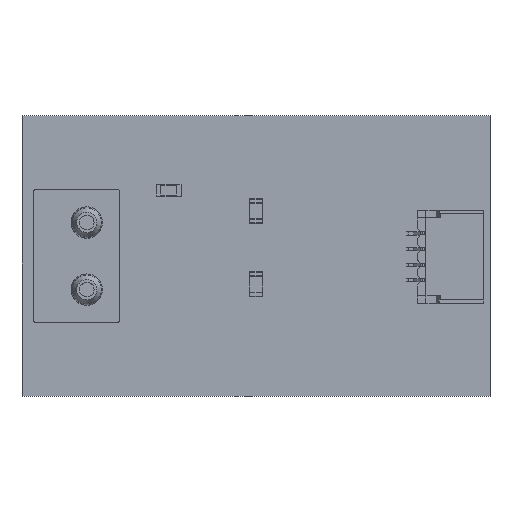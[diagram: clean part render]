
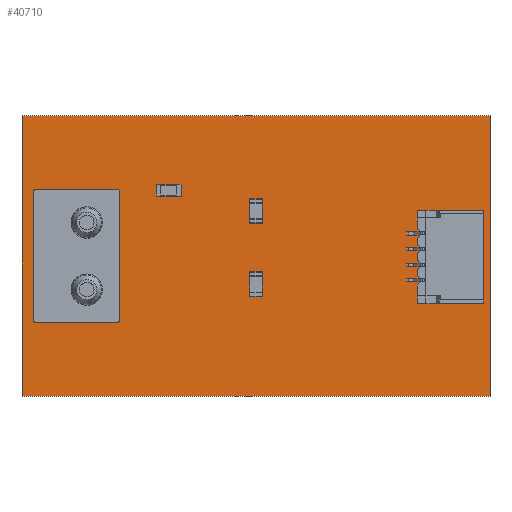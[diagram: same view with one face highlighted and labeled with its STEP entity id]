
A CAD part, top view. The second image highlights one B-rep face of the part: STEP entity #40710.
In plain terms, the highlighted planar face has unit normal (0, 0, 1).
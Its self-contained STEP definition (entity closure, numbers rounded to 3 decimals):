
#40318 = VERTEX_POINT('',#40319);
#40319 = CARTESIAN_POINT('',(130.,-100.,1.58));
#40326 = PLANE('',#40327);
#40327 = AXIS2_PLACEMENT_3D('',#40328,#40329,#40330);
#40328 = CARTESIAN_POINT('',(130.,-100.,0.));
#40329 = DIRECTION('',(0.,-1.,0.));
#40330 = DIRECTION('',(-1.,0.,0.));
#40338 = PLANE('',#40339);
#40339 = AXIS2_PLACEMENT_3D('',#40340,#40341,#40342);
#40340 = CARTESIAN_POINT('',(130.,-82.,0.));
#40341 = DIRECTION('',(1.,0.,-0.));
#40342 = DIRECTION('',(0.,-1.,0.));
#40350 = EDGE_CURVE('',#40318,#40351,#40353,.T.);
#40351 = VERTEX_POINT('',#40352);
#40352 = CARTESIAN_POINT('',(100.,-100.,1.58));
#40353 = SURFACE_CURVE('',#40354,(#40358,#40365),.PCURVE_S1.);
#40354 = LINE('',#40355,#40356);
#40355 = CARTESIAN_POINT('',(130.,-100.,1.58));
#40356 = VECTOR('',#40357,1.);
#40357 = DIRECTION('',(-1.,0.,0.));
#40358 = PCURVE('',#40326,#40359);
#40359 = DEFINITIONAL_REPRESENTATION('',(#40360),#40364);
#40360 = LINE('',#40361,#40362);
#40361 = CARTESIAN_POINT('',(0.,-1.58));
#40362 = VECTOR('',#40363,1.);
#40363 = DIRECTION('',(1.,0.));
#40364 = ( GEOMETRIC_REPRESENTATION_CONTEXT(2) 
PARAMETRIC_REPRESENTATION_CONTEXT() REPRESENTATION_CONTEXT('2D SPACE',''
  ) );
#40365 = PCURVE('',#40366,#40371);
#40366 = PLANE('',#40367);
#40367 = AXIS2_PLACEMENT_3D('',#40368,#40369,#40370);
#40368 = CARTESIAN_POINT('',(115.,-91.,1.58));
#40369 = DIRECTION('',(-0.,-0.,-1.));
#40370 = DIRECTION('',(-1.,0.,0.));
#40371 = DEFINITIONAL_REPRESENTATION('',(#40372),#40376);
#40372 = LINE('',#40373,#40374);
#40373 = CARTESIAN_POINT('',(-15.,-9.));
#40374 = VECTOR('',#40375,1.);
#40375 = DIRECTION('',(1.,0.));
#40376 = ( GEOMETRIC_REPRESENTATION_CONTEXT(2) 
PARAMETRIC_REPRESENTATION_CONTEXT() REPRESENTATION_CONTEXT('2D SPACE',''
  ) );
#40394 = PLANE('',#40395);
#40395 = AXIS2_PLACEMENT_3D('',#40396,#40397,#40398);
#40396 = CARTESIAN_POINT('',(100.,-100.,0.));
#40397 = DIRECTION('',(-1.,0.,0.));
#40398 = DIRECTION('',(0.,1.,0.));
#40438 = VERTEX_POINT('',#40439);
#40439 = CARTESIAN_POINT('',(130.,-82.,1.58));
#40453 = PLANE('',#40454);
#40454 = AXIS2_PLACEMENT_3D('',#40455,#40456,#40457);
#40455 = CARTESIAN_POINT('',(100.,-82.,0.));
#40456 = DIRECTION('',(0.,1.,0.));
#40457 = DIRECTION('',(1.,0.,0.));
#40465 = EDGE_CURVE('',#40438,#40318,#40466,.T.);
#40466 = SURFACE_CURVE('',#40467,(#40471,#40478),.PCURVE_S1.);
#40467 = LINE('',#40468,#40469);
#40468 = CARTESIAN_POINT('',(130.,-82.,1.58));
#40469 = VECTOR('',#40470,1.);
#40470 = DIRECTION('',(0.,-1.,0.));
#40471 = PCURVE('',#40338,#40472);
#40472 = DEFINITIONAL_REPRESENTATION('',(#40473),#40477);
#40473 = LINE('',#40474,#40475);
#40474 = CARTESIAN_POINT('',(0.,-1.58));
#40475 = VECTOR('',#40476,1.);
#40476 = DIRECTION('',(1.,0.));
#40477 = ( GEOMETRIC_REPRESENTATION_CONTEXT(2) 
PARAMETRIC_REPRESENTATION_CONTEXT() REPRESENTATION_CONTEXT('2D SPACE',''
  ) );
#40478 = PCURVE('',#40366,#40479);
#40479 = DEFINITIONAL_REPRESENTATION('',(#40480),#40484);
#40480 = LINE('',#40481,#40482);
#40481 = CARTESIAN_POINT('',(-15.,9.));
#40482 = VECTOR('',#40483,1.);
#40483 = DIRECTION('',(0.,-1.));
#40484 = ( GEOMETRIC_REPRESENTATION_CONTEXT(2) 
PARAMETRIC_REPRESENTATION_CONTEXT() REPRESENTATION_CONTEXT('2D SPACE',''
  ) );
#40512 = EDGE_CURVE('',#40351,#40513,#40515,.T.);
#40513 = VERTEX_POINT('',#40514);
#40514 = CARTESIAN_POINT('',(100.,-82.,1.58));
#40515 = SURFACE_CURVE('',#40516,(#40520,#40527),.PCURVE_S1.);
#40516 = LINE('',#40517,#40518);
#40517 = CARTESIAN_POINT('',(100.,-100.,1.58));
#40518 = VECTOR('',#40519,1.);
#40519 = DIRECTION('',(0.,1.,0.));
#40520 = PCURVE('',#40394,#40521);
#40521 = DEFINITIONAL_REPRESENTATION('',(#40522),#40526);
#40522 = LINE('',#40523,#40524);
#40523 = CARTESIAN_POINT('',(0.,-1.58));
#40524 = VECTOR('',#40525,1.);
#40525 = DIRECTION('',(1.,0.));
#40526 = ( GEOMETRIC_REPRESENTATION_CONTEXT(2) 
PARAMETRIC_REPRESENTATION_CONTEXT() REPRESENTATION_CONTEXT('2D SPACE',''
  ) );
#40527 = PCURVE('',#40366,#40528);
#40528 = DEFINITIONAL_REPRESENTATION('',(#40529),#40533);
#40529 = LINE('',#40530,#40531);
#40530 = CARTESIAN_POINT('',(15.,-9.));
#40531 = VECTOR('',#40532,1.);
#40532 = DIRECTION('',(0.,1.));
#40533 = ( GEOMETRIC_REPRESENTATION_CONTEXT(2) 
PARAMETRIC_REPRESENTATION_CONTEXT() REPRESENTATION_CONTEXT('2D SPACE',''
  ) );
#40629 = CYLINDRICAL_SURFACE('',#40630,0.445);
#40630 = AXIS2_PLACEMENT_3D('',#40631,#40632,#40633);
#40631 = CARTESIAN_POINT('',(105.651,-94.65,-0.79));
#40632 = DIRECTION('',(0.,0.,1.));
#40633 = DIRECTION('',(1.,0.,-0.));
#40664 = CYLINDRICAL_SURFACE('',#40665,0.445);
#40665 = AXIS2_PLACEMENT_3D('',#40666,#40667,#40668);
#40666 = CARTESIAN_POINT('',(105.651,-87.35,-0.79));
#40667 = DIRECTION('',(0.,0.,1.));
#40668 = DIRECTION('',(1.,0.,-0.));
#40699 = CYLINDRICAL_SURFACE('',#40700,0.445);
#40700 = AXIS2_PLACEMENT_3D('',#40701,#40702,#40703);
#40701 = CARTESIAN_POINT('',(101.351,-87.35,-0.79));
#40702 = DIRECTION('',(0.,0.,1.));
#40703 = DIRECTION('',(1.,0.,-0.));
#40710 = ADVANCED_FACE('',(#40711,#40737,#40767,#40797),#40366,.F.);
#40711 = FACE_BOUND('',#40712,.F.);
#40712 = EDGE_LOOP('',(#40713,#40714,#40715,#40736));
#40713 = ORIENTED_EDGE('',*,*,#40350,.T.);
#40714 = ORIENTED_EDGE('',*,*,#40512,.T.);
#40715 = ORIENTED_EDGE('',*,*,#40716,.T.);
#40716 = EDGE_CURVE('',#40513,#40438,#40717,.T.);
#40717 = SURFACE_CURVE('',#40718,(#40722,#40729),.PCURVE_S1.);
#40718 = LINE('',#40719,#40720);
#40719 = CARTESIAN_POINT('',(100.,-82.,1.58));
#40720 = VECTOR('',#40721,1.);
#40721 = DIRECTION('',(1.,0.,0.));
#40722 = PCURVE('',#40366,#40723);
#40723 = DEFINITIONAL_REPRESENTATION('',(#40724),#40728);
#40724 = LINE('',#40725,#40726);
#40725 = CARTESIAN_POINT('',(15.,9.));
#40726 = VECTOR('',#40727,1.);
#40727 = DIRECTION('',(-1.,0.));
#40728 = ( GEOMETRIC_REPRESENTATION_CONTEXT(2) 
PARAMETRIC_REPRESENTATION_CONTEXT() REPRESENTATION_CONTEXT('2D SPACE',''
  ) );
#40729 = PCURVE('',#40453,#40730);
#40730 = DEFINITIONAL_REPRESENTATION('',(#40731),#40735);
#40731 = LINE('',#40732,#40733);
#40732 = CARTESIAN_POINT('',(0.,-1.58));
#40733 = VECTOR('',#40734,1.);
#40734 = DIRECTION('',(1.,0.));
#40735 = ( GEOMETRIC_REPRESENTATION_CONTEXT(2) 
PARAMETRIC_REPRESENTATION_CONTEXT() REPRESENTATION_CONTEXT('2D SPACE',''
  ) );
#40736 = ORIENTED_EDGE('',*,*,#40465,.T.);
#40737 = FACE_BOUND('',#40738,.F.);
#40738 = EDGE_LOOP('',(#40739));
#40739 = ORIENTED_EDGE('',*,*,#40740,.T.);
#40740 = EDGE_CURVE('',#40741,#40741,#40743,.T.);
#40741 = VERTEX_POINT('',#40742);
#40742 = CARTESIAN_POINT('',(106.096,-94.65,1.58));
#40743 = SURFACE_CURVE('',#40744,(#40749,#40760),.PCURVE_S1.);
#40744 = CIRCLE('',#40745,0.445);
#40745 = AXIS2_PLACEMENT_3D('',#40746,#40747,#40748);
#40746 = CARTESIAN_POINT('',(105.651,-94.65,1.58));
#40747 = DIRECTION('',(0.,0.,1.));
#40748 = DIRECTION('',(1.,0.,-0.));
#40749 = PCURVE('',#40366,#40750);
#40750 = DEFINITIONAL_REPRESENTATION('',(#40751),#40759);
#40751 = ( BOUNDED_CURVE() B_SPLINE_CURVE(2,(#40752,#40753,#40754,#40755
    ,#40756,#40757,#40758),.UNSPECIFIED.,.T.,.F.) 
B_SPLINE_CURVE_WITH_KNOTS((1,2,2,2,2,1),(-2.094,0.,
    2.094,4.189,6.283,8.378),
.UNSPECIFIED.) CURVE() GEOMETRIC_REPRESENTATION_ITEM() 
RATIONAL_B_SPLINE_CURVE((1.,0.5,1.,0.5,1.,0.5,1.)) REPRESENTATION_ITEM(
  '') );
#40752 = CARTESIAN_POINT('',(8.904,-3.65));
#40753 = CARTESIAN_POINT('',(8.904,-2.88));
#40754 = CARTESIAN_POINT('',(9.571,-3.265));
#40755 = CARTESIAN_POINT('',(10.238,-3.65));
#40756 = CARTESIAN_POINT('',(9.571,-4.035));
#40757 = CARTESIAN_POINT('',(8.904,-4.42));
#40758 = CARTESIAN_POINT('',(8.904,-3.65));
#40759 = ( GEOMETRIC_REPRESENTATION_CONTEXT(2) 
PARAMETRIC_REPRESENTATION_CONTEXT() REPRESENTATION_CONTEXT('2D SPACE',''
  ) );
#40760 = PCURVE('',#40629,#40761);
#40761 = DEFINITIONAL_REPRESENTATION('',(#40762),#40766);
#40762 = LINE('',#40763,#40764);
#40763 = CARTESIAN_POINT('',(0.,2.37));
#40764 = VECTOR('',#40765,1.);
#40765 = DIRECTION('',(1.,0.));
#40766 = ( GEOMETRIC_REPRESENTATION_CONTEXT(2) 
PARAMETRIC_REPRESENTATION_CONTEXT() REPRESENTATION_CONTEXT('2D SPACE',''
  ) );
#40767 = FACE_BOUND('',#40768,.F.);
#40768 = EDGE_LOOP('',(#40769));
#40769 = ORIENTED_EDGE('',*,*,#40770,.T.);
#40770 = EDGE_CURVE('',#40771,#40771,#40773,.T.);
#40771 = VERTEX_POINT('',#40772);
#40772 = CARTESIAN_POINT('',(106.096,-87.35,1.58));
#40773 = SURFACE_CURVE('',#40774,(#40779,#40790),.PCURVE_S1.);
#40774 = CIRCLE('',#40775,0.445);
#40775 = AXIS2_PLACEMENT_3D('',#40776,#40777,#40778);
#40776 = CARTESIAN_POINT('',(105.651,-87.35,1.58));
#40777 = DIRECTION('',(0.,0.,1.));
#40778 = DIRECTION('',(1.,0.,-0.));
#40779 = PCURVE('',#40366,#40780);
#40780 = DEFINITIONAL_REPRESENTATION('',(#40781),#40789);
#40781 = ( BOUNDED_CURVE() B_SPLINE_CURVE(2,(#40782,#40783,#40784,#40785
    ,#40786,#40787,#40788),.UNSPECIFIED.,.T.,.F.) 
B_SPLINE_CURVE_WITH_KNOTS((1,2,2,2,2,1),(-2.094,0.,
    2.094,4.189,6.283,8.378),
.UNSPECIFIED.) CURVE() GEOMETRIC_REPRESENTATION_ITEM() 
RATIONAL_B_SPLINE_CURVE((1.,0.5,1.,0.5,1.,0.5,1.)) REPRESENTATION_ITEM(
  '') );
#40782 = CARTESIAN_POINT('',(8.904,3.65));
#40783 = CARTESIAN_POINT('',(8.904,4.42));
#40784 = CARTESIAN_POINT('',(9.571,4.035));
#40785 = CARTESIAN_POINT('',(10.238,3.65));
#40786 = CARTESIAN_POINT('',(9.571,3.265));
#40787 = CARTESIAN_POINT('',(8.904,2.88));
#40788 = CARTESIAN_POINT('',(8.904,3.65));
#40789 = ( GEOMETRIC_REPRESENTATION_CONTEXT(2) 
PARAMETRIC_REPRESENTATION_CONTEXT() REPRESENTATION_CONTEXT('2D SPACE',''
  ) );
#40790 = PCURVE('',#40664,#40791);
#40791 = DEFINITIONAL_REPRESENTATION('',(#40792),#40796);
#40792 = LINE('',#40793,#40794);
#40793 = CARTESIAN_POINT('',(0.,2.37));
#40794 = VECTOR('',#40795,1.);
#40795 = DIRECTION('',(1.,0.));
#40796 = ( GEOMETRIC_REPRESENTATION_CONTEXT(2) 
PARAMETRIC_REPRESENTATION_CONTEXT() REPRESENTATION_CONTEXT('2D SPACE',''
  ) );
#40797 = FACE_BOUND('',#40798,.F.);
#40798 = EDGE_LOOP('',(#40799));
#40799 = ORIENTED_EDGE('',*,*,#40800,.T.);
#40800 = EDGE_CURVE('',#40801,#40801,#40803,.T.);
#40801 = VERTEX_POINT('',#40802);
#40802 = CARTESIAN_POINT('',(101.796,-87.35,1.58));
#40803 = SURFACE_CURVE('',#40804,(#40809,#40820),.PCURVE_S1.);
#40804 = CIRCLE('',#40805,0.445);
#40805 = AXIS2_PLACEMENT_3D('',#40806,#40807,#40808);
#40806 = CARTESIAN_POINT('',(101.351,-87.35,1.58));
#40807 = DIRECTION('',(0.,0.,1.));
#40808 = DIRECTION('',(1.,0.,-0.));
#40809 = PCURVE('',#40366,#40810);
#40810 = DEFINITIONAL_REPRESENTATION('',(#40811),#40819);
#40811 = ( BOUNDED_CURVE() B_SPLINE_CURVE(2,(#40812,#40813,#40814,#40815
    ,#40816,#40817,#40818),.UNSPECIFIED.,.T.,.F.) 
B_SPLINE_CURVE_WITH_KNOTS((1,2,2,2,2,1),(-2.094,0.,
    2.094,4.189,6.283,8.378),
.UNSPECIFIED.) CURVE() GEOMETRIC_REPRESENTATION_ITEM() 
RATIONAL_B_SPLINE_CURVE((1.,0.5,1.,0.5,1.,0.5,1.)) REPRESENTATION_ITEM(
  '') );
#40812 = CARTESIAN_POINT('',(13.204,3.65));
#40813 = CARTESIAN_POINT('',(13.204,4.42));
#40814 = CARTESIAN_POINT('',(13.871,4.035));
#40815 = CARTESIAN_POINT('',(14.538,3.65));
#40816 = CARTESIAN_POINT('',(13.871,3.265));
#40817 = CARTESIAN_POINT('',(13.204,2.88));
#40818 = CARTESIAN_POINT('',(13.204,3.65));
#40819 = ( GEOMETRIC_REPRESENTATION_CONTEXT(2) 
PARAMETRIC_REPRESENTATION_CONTEXT() REPRESENTATION_CONTEXT('2D SPACE',''
  ) );
#40820 = PCURVE('',#40699,#40821);
#40821 = DEFINITIONAL_REPRESENTATION('',(#40822),#40826);
#40822 = LINE('',#40823,#40824);
#40823 = CARTESIAN_POINT('',(0.,2.37));
#40824 = VECTOR('',#40825,1.);
#40825 = DIRECTION('',(1.,0.));
#40826 = ( GEOMETRIC_REPRESENTATION_CONTEXT(2) 
PARAMETRIC_REPRESENTATION_CONTEXT() REPRESENTATION_CONTEXT('2D SPACE',''
  ) );
